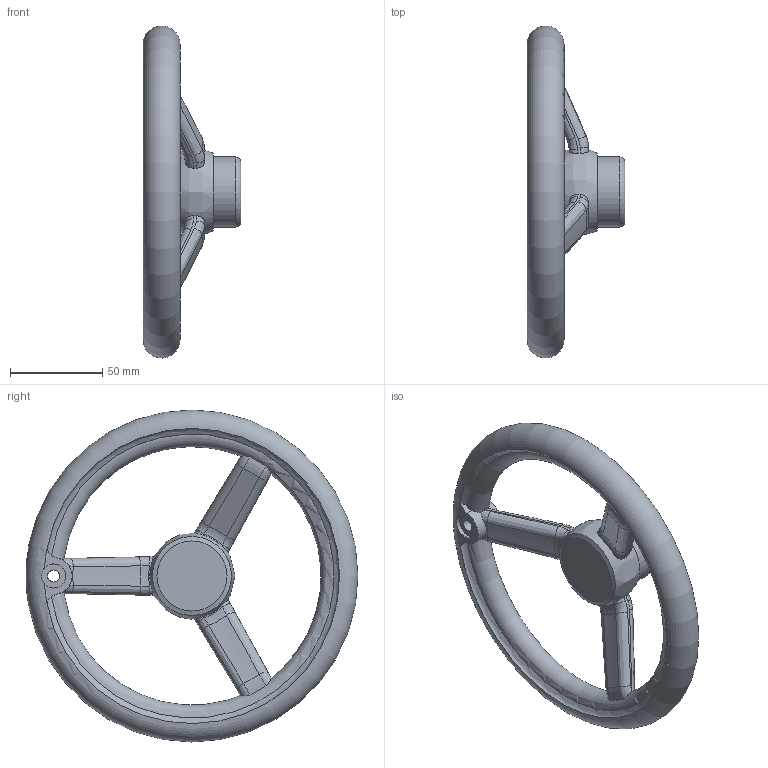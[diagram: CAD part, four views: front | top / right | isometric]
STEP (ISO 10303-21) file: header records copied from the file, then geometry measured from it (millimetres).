
FILE_DESCRIPTION(/* description */ (''),/* implementation_level */ '2;1');
FILE_NAME(/* name */ 'P_180_N.dxf',/* time_stamp */ '2012-11-23T17:23:18+08:00',/* author */ (''),/* organization */ (''),/* preprocessor_version */ 'ST-DEVELOPER v9',/* originating_system */ 'UGS - NX 4.0',/* authorisation */ '');
FILE_SCHEMA (('CONFIG_CONTROL_DESIGN'));
Length unit declared in the file: millimetre
Products named in the file (1): Admi25D7xoqp
Bounding box: 53 x 179.94 x 179.96 mm (x, y, z)
Volume: 220556 mm3; surface area: 46304.1 mm2
Topology: 1 solids, 1 shells, 91 faces, 233 edges, 143 vertices
Faces by surface type: bspline 31, cylinder 21, plane 18, torus 14, cone 7
Full cylindrical faces by diameter (mm): 6.6 x1, 13.1 x1, 38 x1
Entity records: 3330 total; most frequent: CARTESIAN_POINT 1378, ORIENTED_EDGE 442, DIRECTION 308, EDGE_CURVE 221, AXIS2_PLACEMENT_3D 140, VERTEX_POINT 139, B_SPLINE_CURVE_WITH_KNOTS 114, EDGE_LOOP 106
